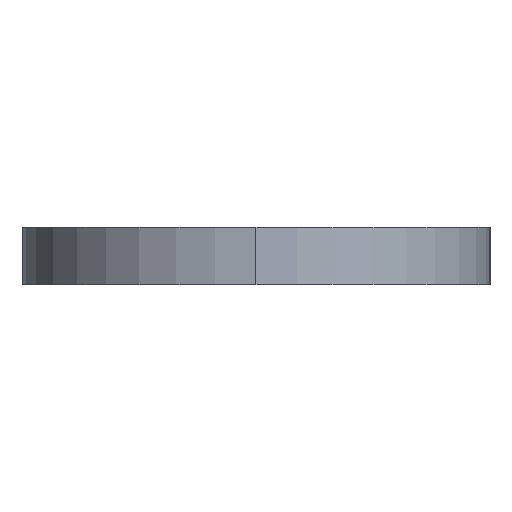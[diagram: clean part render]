
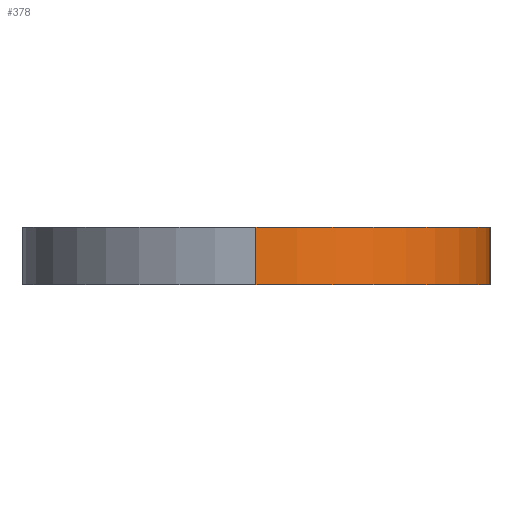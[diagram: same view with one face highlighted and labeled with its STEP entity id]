
A CAD part, left-side view. The second image highlights one B-rep face of the part: STEP entity #378.
In plain terms, the highlighted cylindrical face has radius 49 mm (diameter 98 mm), a partial arc.
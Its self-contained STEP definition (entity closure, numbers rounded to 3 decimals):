
#5 = DIRECTION ( 'NONE',  ( 0., 0., -1. ) ) ;
#25 = ORIENTED_EDGE ( 'NONE', *, *, #268, .T. ) ;
#26 = AXIS2_PLACEMENT_3D ( 'NONE', #109, #142, #200 ) ;
#32 = CIRCLE ( 'NONE', #26, 49. ) ;
#70 = EDGE_CURVE ( 'NONE', #297, #219, #365, .T. ) ;
#72 = CARTESIAN_POINT ( 'NONE',  ( -150., -14.552, 12. ) ) ;
#101 = VECTOR ( 'NONE', #308, 1000. ) ;
#103 = CARTESIAN_POINT ( 'NONE',  ( -150., -14.552, 0. ) ) ;
#109 = CARTESIAN_POINT ( 'NONE',  ( -150., 34.448, 12. ) ) ;
#142 = DIRECTION ( 'NONE',  ( 0., 0., 1. ) ) ;
#143 = CARTESIAN_POINT ( 'NONE',  ( -199., 34.448, 0. ) ) ;
#147 = FACE_OUTER_BOUND ( 'NONE', #254, .T. ) ;
#179 = DIRECTION ( 'NONE',  ( 0., 0., -1. ) ) ;
#185 = CYLINDRICAL_SURFACE ( 'NONE', #312, 49. ) ;
#186 = CARTESIAN_POINT ( 'NONE',  ( -150., -14.552, 12. ) ) ;
#195 = ORIENTED_EDGE ( 'NONE', *, *, #238, .F. ) ;
#199 = ORIENTED_EDGE ( 'NONE', *, *, #70, .F. ) ;
#200 = DIRECTION ( 'NONE',  ( 1., 0., 0. ) ) ;
#219 = VERTEX_POINT ( 'NONE', #103 ) ;
#232 = CARTESIAN_POINT ( 'NONE',  ( -150., 34.448, 0. ) ) ;
#238 = EDGE_CURVE ( 'NONE', #348, #297, #32, .T. ) ;
#241 = CARTESIAN_POINT ( 'NONE',  ( -199., 34.448, 12. ) ) ;
#243 = DIRECTION ( 'NONE',  ( -1., 0., 0. ) ) ;
#247 = ORIENTED_EDGE ( 'NONE', *, *, #343, .T. ) ;
#254 = EDGE_LOOP ( 'NONE', ( #195, #247, #25, #199 ) ) ;
#268 = EDGE_CURVE ( 'NONE', #411, #219, #270, .T. ) ;
#270 = CIRCLE ( 'NONE', #334, 49. ) ;
#293 = DIRECTION ( 'NONE',  ( 0., 0., 1. ) ) ;
#296 = CARTESIAN_POINT ( 'NONE',  ( -199., 34.448, 12. ) ) ;
#297 = VERTEX_POINT ( 'NONE', #72 ) ;
#302 = CARTESIAN_POINT ( 'NONE',  ( -150., 34.448, 12. ) ) ;
#308 = DIRECTION ( 'NONE',  ( 0., 0., -1. ) ) ;
#312 = AXIS2_PLACEMENT_3D ( 'NONE', #302, #179, #243 ) ;
#334 = AXIS2_PLACEMENT_3D ( 'NONE', #232, #293, #356 ) ;
#343 = EDGE_CURVE ( 'NONE', #348, #411, #358, .T. ) ;
#348 = VERTEX_POINT ( 'NONE', #241 ) ;
#349 = VECTOR ( 'NONE', #5, 1000. ) ;
#356 = DIRECTION ( 'NONE',  ( 1., 0., 0. ) ) ;
#358 = LINE ( 'NONE', #296, #349 ) ;
#365 = LINE ( 'NONE', #186, #101 ) ;
#378 = ADVANCED_FACE ( 'NONE', ( #147 ), #185, .T. ) ;
#411 = VERTEX_POINT ( 'NONE', #143 ) ;
